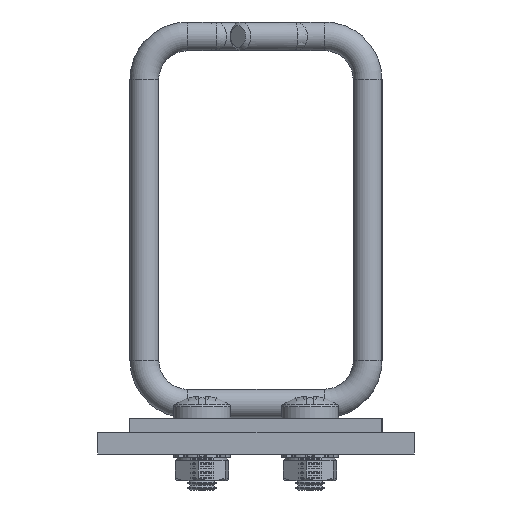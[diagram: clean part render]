
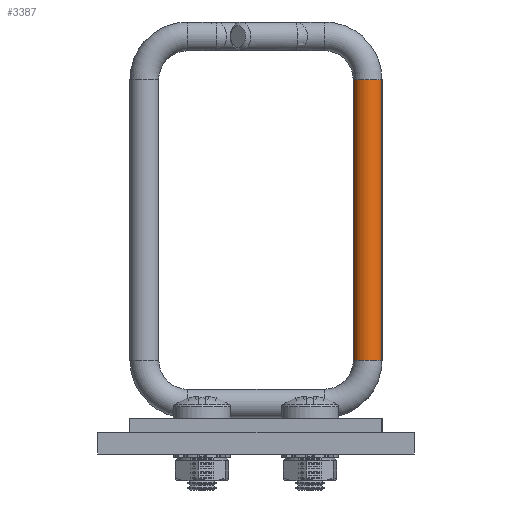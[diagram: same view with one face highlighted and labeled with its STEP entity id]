
A CAD part, left-side view. The second image highlights one B-rep face of the part: STEP entity #3387.
In plain terms, the highlighted cylindrical face has radius 2 mm (diameter 4 mm), a full revolution.
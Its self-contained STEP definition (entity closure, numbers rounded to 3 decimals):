
#86 = AXIS2_PLACEMENT_3D ( 'NONE', #496, #4008, #999 ) ;
#354 = DIRECTION ( 'NONE',  ( -1., 0., 0. ) ) ;
#402 = CARTESIAN_POINT ( 'NONE',  ( -19.5, -13.5, 0. ) ) ;
#496 = CARTESIAN_POINT ( 'NONE',  ( 19.5, -15.5, 0. ) ) ;
#545 = AXIS2_PLACEMENT_3D ( 'NONE', #3973, #5295, #684 ) ;
#684 = DIRECTION ( 'NONE',  ( 0., 1., 0. ) ) ;
#729 = CIRCLE ( 'NONE', #3877, 2. ) ;
#871 = DIRECTION ( 'NONE',  ( 0., 1., 0. ) ) ;
#903 = EDGE_LOOP ( 'NONE', ( #4778 ) ) ;
#965 = VERTEX_POINT ( 'NONE', #3998 ) ;
#999 = DIRECTION ( 'NONE',  ( 0., 1., 0. ) ) ;
#1924 = EDGE_LOOP ( 'NONE', ( #4447 ) ) ;
#1956 = FACE_OUTER_BOUND ( 'NONE', #1924, .T. ) ;
#2209 = EDGE_CURVE ( 'NONE', #4285, #4285, #729, .T. ) ;
#3382 = CARTESIAN_POINT ( 'NONE',  ( -19.5, -15.5, 0. ) ) ;
#3387 = ADVANCED_FACE ( 'NONE', ( #4147, #1956 ), #5387, .T. ) ;
#3782 = CIRCLE ( 'NONE', #86, 2. ) ;
#3877 = AXIS2_PLACEMENT_3D ( 'NONE', #3382, #354, #871 ) ;
#3973 = CARTESIAN_POINT ( 'NONE',  ( -19.5, -15.5, 0. ) ) ;
#3998 = CARTESIAN_POINT ( 'NONE',  ( 19.5, -13.5, 0. ) ) ;
#4008 = DIRECTION ( 'NONE',  ( -1., 0., 0. ) ) ;
#4147 = FACE_OUTER_BOUND ( 'NONE', #903, .T. ) ;
#4285 = VERTEX_POINT ( 'NONE', #402 ) ;
#4447 = ORIENTED_EDGE ( 'NONE', *, *, #2209, .F. ) ;
#4778 = ORIENTED_EDGE ( 'NONE', *, *, #5575, .T. ) ;
#5295 = DIRECTION ( 'NONE',  ( -1., 0., 0. ) ) ;
#5387 = CYLINDRICAL_SURFACE ( 'NONE', #545, 2. ) ;
#5575 = EDGE_CURVE ( 'NONE', #965, #965, #3782, .T. ) ;
